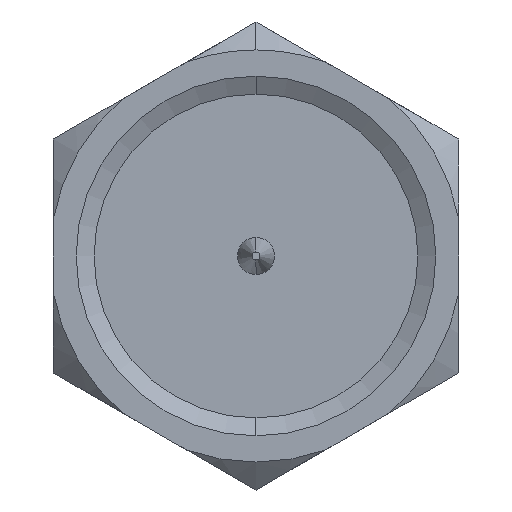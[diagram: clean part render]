
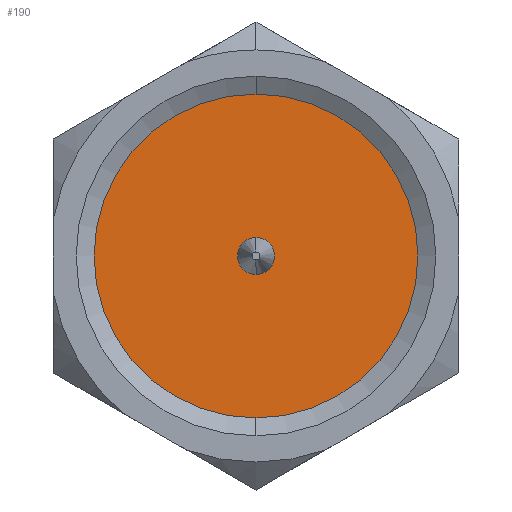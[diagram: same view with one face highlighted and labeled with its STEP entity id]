
A CAD part, front view. The second image highlights one B-rep face of the part: STEP entity #190.
In plain terms, the highlighted planar face has unit normal (0, -1, 0).
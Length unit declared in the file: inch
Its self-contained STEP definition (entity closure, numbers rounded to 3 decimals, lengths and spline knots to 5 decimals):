
#104 = CIRCLE ( 'NONE', #1187, 0.02 ) ;
#163 = CARTESIAN_POINT ( 'NONE',  ( 0., -0.07, 0. ) ) ;
#190 = ADVANCED_FACE ( 'NONE', ( #1901, #1399 ), #935, .T. ) ;
#193 = DIRECTION ( 'NONE',  ( 0., 0., -1. ) ) ;
#226 = ORIENTED_EDGE ( 'NONE', *, *, #1247, .F. ) ;
#263 = VERTEX_POINT ( 'NONE', #386 ) ;
#314 = EDGE_LOOP ( 'NONE', ( #226, #1289 ) ) ;
#386 = CARTESIAN_POINT ( 'NONE',  ( 0., -0.07, -0.2 ) ) ;
#446 = CARTESIAN_POINT ( 'NONE',  ( 0., -0.07, 0. ) ) ;
#577 = DIRECTION ( 'NONE',  ( 0., 0., -1. ) ) ;
#591 = VERTEX_POINT ( 'NONE', #1329 ) ;
#650 = EDGE_LOOP ( 'NONE', ( #1464, #2543 ) ) ;
#919 = DIRECTION ( 'NONE',  ( 0., -1., 0. ) ) ;
#935 = PLANE ( 'NONE',  #3156 ) ;
#1187 = AXIS2_PLACEMENT_3D ( 'NONE', #446, #919, #1190 ) ;
#1190 = DIRECTION ( 'NONE',  ( 0., 0., -1. ) ) ;
#1247 = EDGE_CURVE ( 'NONE', #591, #2224, #104, .T. ) ;
#1289 = ORIENTED_EDGE ( 'NONE', *, *, #1826, .F. ) ;
#1329 = CARTESIAN_POINT ( 'NONE',  ( 0., -0.07, 0.02 ) ) ;
#1346 = AXIS2_PLACEMENT_3D ( 'NONE', #1861, #2882, #577 ) ;
#1399 = FACE_OUTER_BOUND ( 'NONE', #650, .T. ) ;
#1439 = DIRECTION ( 'NONE',  ( 0., 0., -1. ) ) ;
#1445 = DIRECTION ( 'NONE',  ( 0., 0., -1. ) ) ;
#1464 = ORIENTED_EDGE ( 'NONE', *, *, #3276, .T. ) ;
#1804 = CARTESIAN_POINT ( 'NONE',  ( 0., -0.07, 0.2 ) ) ;
#1826 = EDGE_CURVE ( 'NONE', #2224, #591, #2858, .T. ) ;
#1861 = CARTESIAN_POINT ( 'NONE',  ( 0., -0.07, 0. ) ) ;
#1901 = FACE_BOUND ( 'NONE', #314, .T. ) ;
#1940 = DIRECTION ( 'NONE',  ( 0., -1., 0. ) ) ;
#1949 = DIRECTION ( 'NONE',  ( 0., -1., 0. ) ) ;
#2007 = DIRECTION ( 'NONE',  ( 0., -1., 0. ) ) ;
#2044 = AXIS2_PLACEMENT_3D ( 'NONE', #3026, #2007, #193 ) ;
#2224 = VERTEX_POINT ( 'NONE', #2450 ) ;
#2450 = CARTESIAN_POINT ( 'NONE',  ( 0., -0.07, -0.02 ) ) ;
#2543 = ORIENTED_EDGE ( 'NONE', *, *, #2931, .T. ) ;
#2790 = CIRCLE ( 'NONE', #1346, 0.2 ) ;
#2858 = CIRCLE ( 'NONE', #2044, 0.02 ) ;
#2882 = DIRECTION ( 'NONE',  ( 0., -1., 0. ) ) ;
#2931 = EDGE_CURVE ( 'NONE', #3065, #263, #2790, .T. ) ;
#2940 = CARTESIAN_POINT ( 'NONE',  ( 0., -0.07, 0. ) ) ;
#2977 = AXIS2_PLACEMENT_3D ( 'NONE', #163, #1940, #1445 ) ;
#3026 = CARTESIAN_POINT ( 'NONE',  ( 0., -0.07, 0. ) ) ;
#3065 = VERTEX_POINT ( 'NONE', #1804 ) ;
#3081 = CIRCLE ( 'NONE', #2977, 0.2 ) ;
#3156 = AXIS2_PLACEMENT_3D ( 'NONE', #2940, #1949, #1439 ) ;
#3276 = EDGE_CURVE ( 'NONE', #263, #3065, #3081, .T. ) ;
